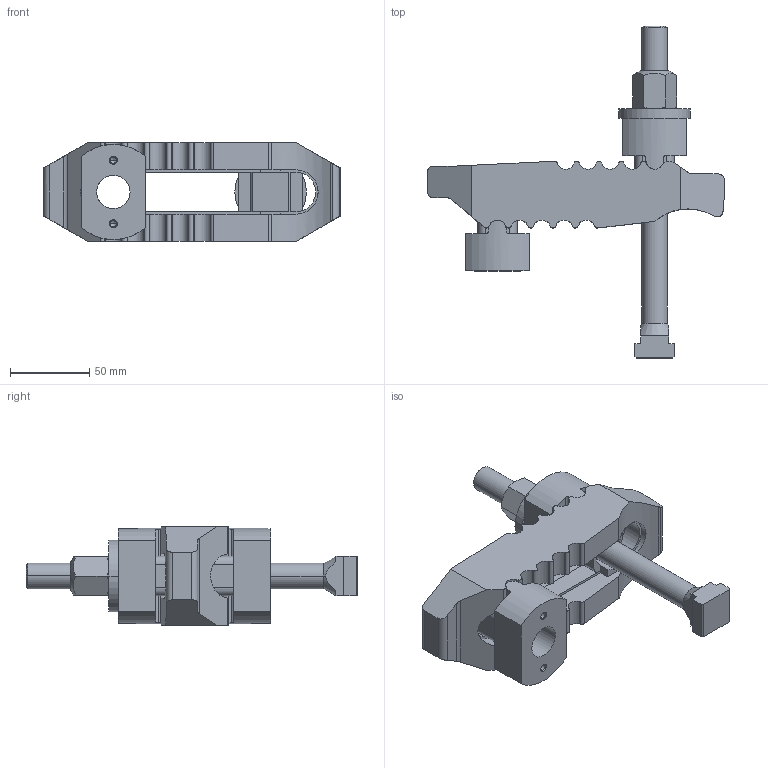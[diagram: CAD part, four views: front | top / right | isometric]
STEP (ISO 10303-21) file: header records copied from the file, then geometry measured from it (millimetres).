
FILE_DESCRIPTION(('STEP AP214'),'1');
FILE_NAME('HALDERN_EH_23185_0118.stp','2014-09-15T07:38:03',('TraceParts'),('TraceParts S.A.'),'XStep 1.0',' ',' ');
FILE_SCHEMA(('automotive_design'));
Length unit declared in the file: millimetre
Products named in the file (6): 1; 2; 3; 4; 5; 6
Bounding box: 187 x 209 x 62 mm (x, y, z)
Volume: 393992.9 mm3; surface area: 91951.7 mm2
Topology: 6 solids, 6 shells, 308 faces, 830 edges, 534 vertices
Faces by surface type: plane 148, cylinder 119, cone 40, sphere 1
Entity records: 19375 total; most frequent: CARTESIAN_POINT 2152, DIRECTION 1700, STYLED_ITEM 1665, PRESENTATION_STYLE_ASSIGNMENT 1665, COLOUR_RGB 1665, ORIENTED_EDGE 1644, EDGE_CURVE 822, CURVE_STYLE 822
